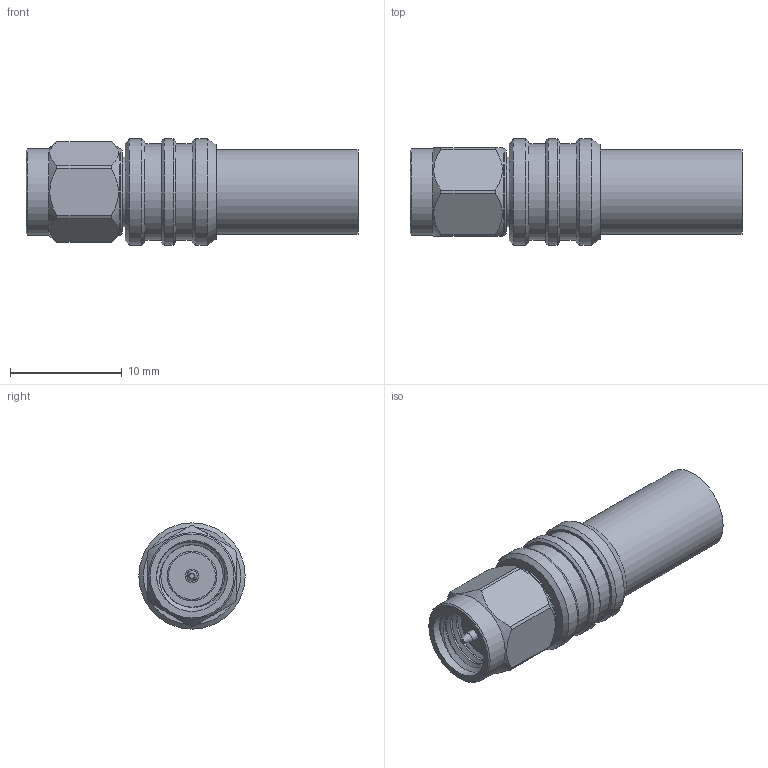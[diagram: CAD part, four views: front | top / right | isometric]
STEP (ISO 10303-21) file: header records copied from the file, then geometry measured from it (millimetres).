
FILE_DESCRIPTION (( 'STEP AP203' ), '1' );
FILE_NAME ('TC-240-SM-SS-X_3D.step', '2022-09-21T14:47:14', ( '' ), ( '' ), 'SwSTEP 2.0', 'SolidWorks 2021', '' );
FILE_SCHEMA (( 'CONFIG_CONTROL_DESIGN' ));
Length unit declared in the file: inch
Products named in the file (1): TC-240-SM-SS-X_3D
Bounding box: 29.74 x 9.53 x 9.53 mm (x, y, z)
Volume: 1123.9 mm3; surface area: 1719.2 mm2
Topology: 2 solids, 2 shells, 70 faces, 161 edges, 108 vertices
Faces by surface type: cylinder 29, plane 23, cone 14, bspline 4
Full cylindrical faces by diameter (mm): 0.94 x1, 1.194 x1, 3.988 x1, 4.445 x1, 5.453 x1, 5.763 x1, 6.232 x1, 6.35 x6, 6.756 x1, 7.569 x1, 7.762 x2, 8.629 x2, 9.525 x3
Entity records: 3034 total; most frequent: CARTESIAN_POINT 1658, DIRECTION 250, ORIENTED_EDGE 240, EDGE_CURVE 120, AXIS2_PLACEMENT_3D 119, EDGE_LOOP 110, VERTEX_POINT 104, FACE_OUTER_BOUND 82
